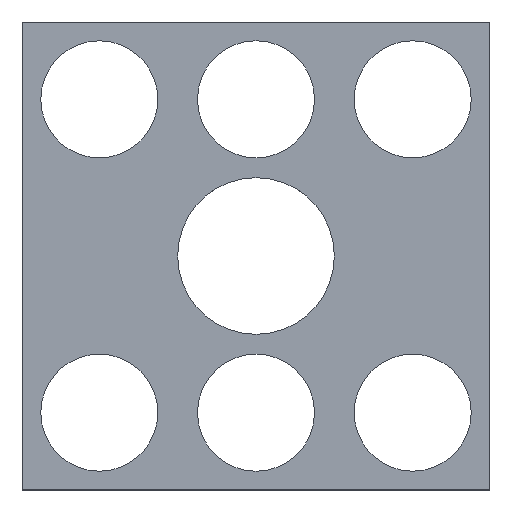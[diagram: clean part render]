
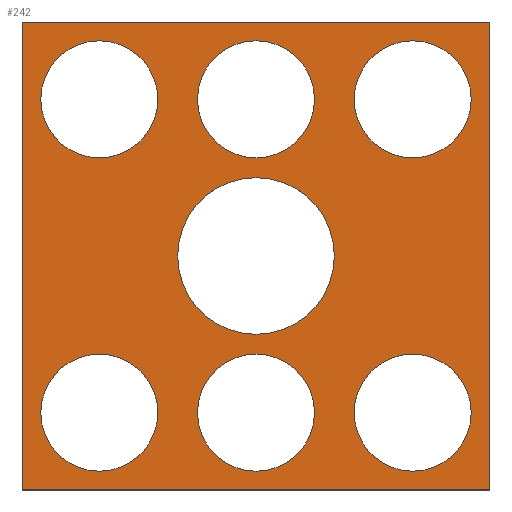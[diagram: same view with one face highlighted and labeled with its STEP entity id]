
A CAD part, top view. The second image highlights one B-rep face of the part: STEP entity #242.
In plain terms, the highlighted planar face has unit normal (0, 0, 1).
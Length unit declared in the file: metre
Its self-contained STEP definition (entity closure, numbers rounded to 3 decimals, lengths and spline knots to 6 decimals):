
#12=CIRCLE('',#261,0.009525);
#14=CIRCLE('',#264,0.007112);
#16=CIRCLE('',#267,0.007112);
#18=CIRCLE('',#270,0.007112);
#20=CIRCLE('',#273,0.007112);
#22=CIRCLE('',#276,0.007112);
#24=CIRCLE('',#279,0.007112);
#63=ORIENTED_EDGE('',*,*,#107,.T.);
#64=ORIENTED_EDGE('',*,*,#105,.T.);
#65=ORIENTED_EDGE('',*,*,#103,.T.);
#66=ORIENTED_EDGE('',*,*,#101,.F.);
#67=ORIENTED_EDGE('',*,*,#99,.F.);
#68=ORIENTED_EDGE('',*,*,#97,.F.);
#69=ORIENTED_EDGE('',*,*,#95,.F.);
#70=ORIENTED_EDGE('',*,*,#87,.F.);
#71=ORIENTED_EDGE('',*,*,#91,.T.);
#72=ORIENTED_EDGE('',*,*,#94,.T.);
#73=ORIENTED_EDGE('',*,*,#110,.F.);
#87=EDGE_CURVE('',#113,#114,#135,.T.);
#91=EDGE_CURVE('',#113,#116,#139,.T.);
#94=EDGE_CURVE('',#116,#118,#142,.T.);
#95=EDGE_CURVE('',#119,#119,#12,.T.);
#97=EDGE_CURVE('',#121,#121,#14,.T.);
#99=EDGE_CURVE('',#123,#123,#16,.T.);
#101=EDGE_CURVE('',#125,#125,#18,.T.);
#103=EDGE_CURVE('',#127,#127,#20,.T.);
#105=EDGE_CURVE('',#129,#129,#22,.T.);
#107=EDGE_CURVE('',#131,#131,#24,.T.);
#110=EDGE_CURVE('',#114,#118,#144,.T.);
#113=VERTEX_POINT('',#358);
#114=VERTEX_POINT('',#360);
#116=VERTEX_POINT('',#366);
#118=VERTEX_POINT('',#372);
#119=VERTEX_POINT('',#376);
#121=VERTEX_POINT('',#381);
#123=VERTEX_POINT('',#386);
#125=VERTEX_POINT('',#391);
#127=VERTEX_POINT('',#396);
#129=VERTEX_POINT('',#401);
#131=VERTEX_POINT('',#406);
#135=LINE('',#359,#147);
#139=LINE('',#367,#151);
#142=LINE('',#373,#154);
#144=LINE('',#411,#156);
#147=VECTOR('',#290,1.);
#151=VECTOR('',#296,1.);
#154=VECTOR('',#301,1.);
#156=VECTOR('',#347,1.);
#175=EDGE_LOOP('',(#63));
#176=EDGE_LOOP('',(#64));
#177=EDGE_LOOP('',(#65));
#178=EDGE_LOOP('',(#66));
#179=EDGE_LOOP('',(#67));
#180=EDGE_LOOP('',(#68));
#181=EDGE_LOOP('',(#69));
#182=EDGE_LOOP('',(#70,#71,#72,#73));
#209=FACE_BOUND('',#175,.T.);
#210=FACE_BOUND('',#176,.T.);
#211=FACE_BOUND('',#177,.T.);
#212=FACE_BOUND('',#178,.T.);
#213=FACE_BOUND('',#179,.T.);
#214=FACE_BOUND('',#180,.T.);
#215=FACE_BOUND('',#181,.T.);
#216=FACE_BOUND('',#182,.T.);
#229=PLANE('',#282);
#242=ADVANCED_FACE('',(#209,#210,#211,#212,#213,#214,#215,#216),#229,.T.);
#261=AXIS2_PLACEMENT_3D('',#375,#304,#305);
#264=AXIS2_PLACEMENT_3D('',#380,#310,#311);
#267=AXIS2_PLACEMENT_3D('',#385,#316,#317);
#270=AXIS2_PLACEMENT_3D('',#390,#322,#323);
#273=AXIS2_PLACEMENT_3D('',#395,#328,#329);
#276=AXIS2_PLACEMENT_3D('',#400,#334,#335);
#279=AXIS2_PLACEMENT_3D('',#405,#340,#341);
#282=AXIS2_PLACEMENT_3D('',#412,#348,#349);
#290=DIRECTION('',(-1.,0.,0.));
#296=DIRECTION('',(0.,1.,0.));
#301=DIRECTION('',(-1.,0.,0.));
#304=DIRECTION('',(0.,0.,1.));
#305=DIRECTION('',(1.,0.,0.));
#310=DIRECTION('',(0.,0.,1.));
#311=DIRECTION('',(1.,0.,0.));
#316=DIRECTION('',(0.,0.,1.));
#317=DIRECTION('',(1.,0.,0.));
#322=DIRECTION('',(0.,0.,1.));
#323=DIRECTION('',(1.,0.,0.));
#328=DIRECTION('',(0.,0.,-1.));
#329=DIRECTION('',(1.,0.,0.));
#334=DIRECTION('',(0.,0.,-1.));
#335=DIRECTION('',(1.,0.,0.));
#340=DIRECTION('',(0.,0.,-1.));
#341=DIRECTION('',(1.,0.,0.));
#347=DIRECTION('',(0.,1.,0.));
#348=DIRECTION('',(0.,0.,1.));
#349=DIRECTION('',(1.,0.,0.));
#358=CARTESIAN_POINT('',(0.028448,-0.028448,0.000381));
#359=CARTESIAN_POINT('',(0.,-0.028448,0.000381));
#360=CARTESIAN_POINT('',(-0.028448,-0.028448,0.000381));
#366=CARTESIAN_POINT('',(0.028448,0.028448,0.000381));
#367=CARTESIAN_POINT('',(0.028448,0.,0.000381));
#372=CARTESIAN_POINT('',(-0.028448,0.028448,0.000381));
#373=CARTESIAN_POINT('',(0.,0.028448,0.000381));
#375=CARTESIAN_POINT('',(0.,0.,0.000381));
#376=CARTESIAN_POINT('',(0.009525,0.,0.000381));
#380=CARTESIAN_POINT('',(0.,0.01905,0.000381));
#381=CARTESIAN_POINT('',(0.007112,0.01905,0.000381));
#385=CARTESIAN_POINT('',(-0.01905,0.01905,0.000381));
#386=CARTESIAN_POINT('',(-0.011938,0.01905,0.000381));
#390=CARTESIAN_POINT('',(0.01905,0.01905,0.000381));
#391=CARTESIAN_POINT('',(0.026162,0.01905,0.000381));
#395=CARTESIAN_POINT('',(-0.01905,-0.01905,0.000381));
#396=CARTESIAN_POINT('',(-0.011938,-0.01905,0.000381));
#400=CARTESIAN_POINT('',(0.,-0.01905,0.000381));
#401=CARTESIAN_POINT('',(0.007112,-0.01905,0.000381));
#405=CARTESIAN_POINT('',(0.01905,-0.01905,0.000381));
#406=CARTESIAN_POINT('',(0.026162,-0.01905,0.000381));
#411=CARTESIAN_POINT('',(-0.028448,0.,0.000381));
#412=CARTESIAN_POINT('',(0.,0.,0.000381));
